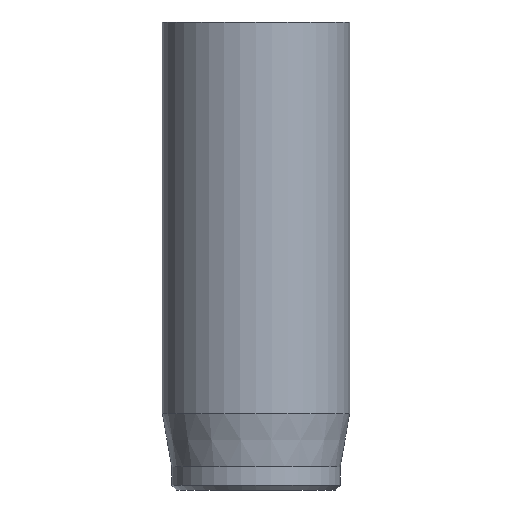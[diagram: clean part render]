
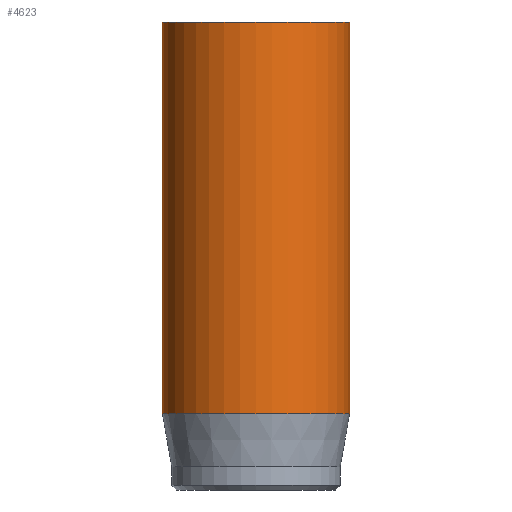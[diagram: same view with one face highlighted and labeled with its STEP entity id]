
A CAD part, front view. The second image highlights one B-rep face of the part: STEP entity #4623.
In plain terms, the highlighted cylindrical face has radius 4 mm (diameter 8 mm), a full revolution.
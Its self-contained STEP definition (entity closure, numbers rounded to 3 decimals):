
#32=CYLINDRICAL_SURFACE('',#4797,4.);
#47=CIRCLE('',#4767,4.);
#63=CIRCLE('',#4795,4.);
#64=CIRCLE('',#4796,4.);
#418=FACE_OUTER_BOUND('',#694,.T.);
#694=EDGE_LOOP('',(#4127,#4128,#4129,#4130,#4131));
#1026=LINE('',#8800,#1366);
#1366=VECTOR('',#5346,4.);
#2117=VERTEX_POINT('',#8742);
#2133=VERTEX_POINT('',#8794);
#2134=VERTEX_POINT('',#8795);
#2779=EDGE_CURVE('',#2117,#2117,#47,.T.);
#2803=EDGE_CURVE('',#2133,#2134,#63,.T.);
#2804=EDGE_CURVE('',#2134,#2133,#64,.T.);
#2806=EDGE_CURVE('',#2117,#2133,#1026,.T.);
#4127=ORIENTED_EDGE('',*,*,#2779,.T.);
#4128=ORIENTED_EDGE('',*,*,#2806,.T.);
#4129=ORIENTED_EDGE('',*,*,#2803,.T.);
#4130=ORIENTED_EDGE('',*,*,#2804,.T.);
#4131=ORIENTED_EDGE('',*,*,#2806,.F.);
#4623=ADVANCED_FACE('',(#418),#32,.T.);
#4767=AXIS2_PLACEMENT_3D('',#8743,#5275,#5276);
#4795=AXIS2_PLACEMENT_3D('',#8796,#5339,#5340);
#4796=AXIS2_PLACEMENT_3D('',#8797,#5341,#5342);
#4797=AXIS2_PLACEMENT_3D('',#8799,#5344,#5345);
#5275=DIRECTION('center_axis',(0.,0.,-1.));
#5276=DIRECTION('ref_axis',(-1.,0.,0.));
#5339=DIRECTION('center_axis',(0.,0.,1.));
#5340=DIRECTION('ref_axis',(-1.,0.,0.));
#5341=DIRECTION('center_axis',(0.,0.,1.));
#5342=DIRECTION('ref_axis',(-1.,0.,0.));
#5344=DIRECTION('center_axis',(0.,0.,1.));
#5345=DIRECTION('ref_axis',(-1.,0.,0.));
#5346=DIRECTION('',(0.,0.,-1.));
#8742=CARTESIAN_POINT('',(4.,0.,20.));
#8743=CARTESIAN_POINT('Origin',(0.,0.,20.));
#8794=CARTESIAN_POINT('',(4.,0.,3.269));
#8795=CARTESIAN_POINT('',(-4.,0.,3.269));
#8796=CARTESIAN_POINT('Origin',(0.,0.,3.269));
#8797=CARTESIAN_POINT('Origin',(0.,0.,3.269));
#8799=CARTESIAN_POINT('Origin',(0.,0.,0.));
#8800=CARTESIAN_POINT('',(4.,0.,0.));
